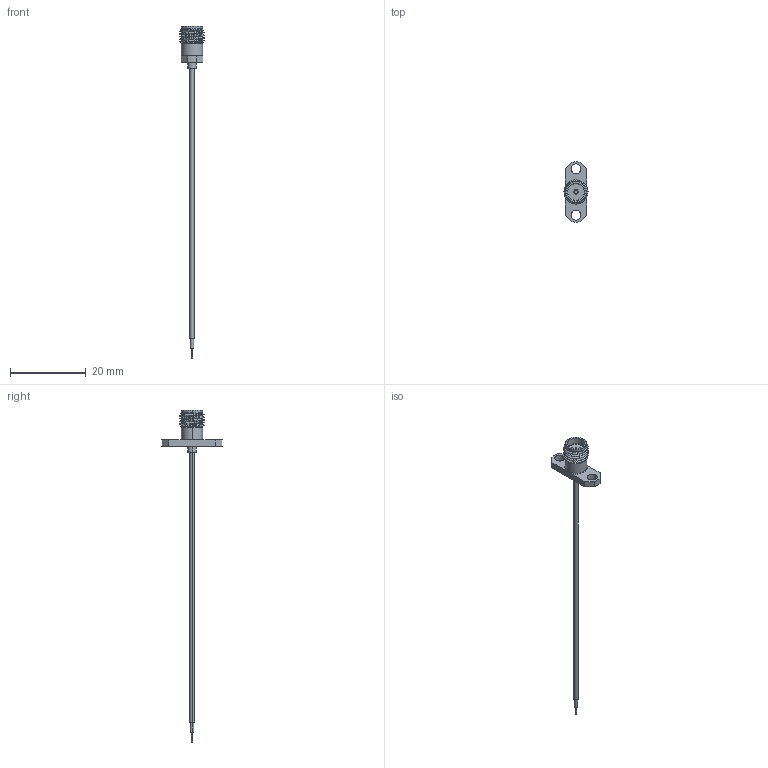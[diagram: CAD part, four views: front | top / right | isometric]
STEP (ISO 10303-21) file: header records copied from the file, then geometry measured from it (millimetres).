
FILE_DESCRIPTION (( 'STEP AP214' ), '1' );
FILE_NAME ('FMCA2386.step', '2021-07-12T16:17:45', ( '' ), ( '' ), 'SwSTEP 2.0', 'SolidWorks 2020', '' );
FILE_SCHEMA (( 'AUTOMOTIVE_DESIGN' ));
Length unit declared in the file: inch
Products named in the file (3): FMCA2386; FM-SR047FL^FMCA2386_Trimmed; FMCN1736^FMCA2386
Assembly tree (2 placements, depth 2):
  FMCA2386
    FM-SR047FL^FMCA2386_Trimmed
    FMCN1736^FMCA2386
Bounding box: 6.35 x 15.86 x 87.38 mm (x, y, z)
Volume: 376.2 mm3; surface area: 752.4 mm2
Topology: 2 solids, 2 shells, 76 faces, 176 edges, 111 vertices
Faces by surface type: cylinder 36, plane 19, cone 10, torus 6, bspline 5
Entity records: 3421 total; most frequent: CARTESIAN_POINT 1612, DIRECTION 355, ORIENTED_EDGE 352, EDGE_CURVE 176, AXIS2_PLACEMENT_3D 145, VERTEX_POINT 111, EDGE_LOOP 87, ADVANCED_FACE 76
